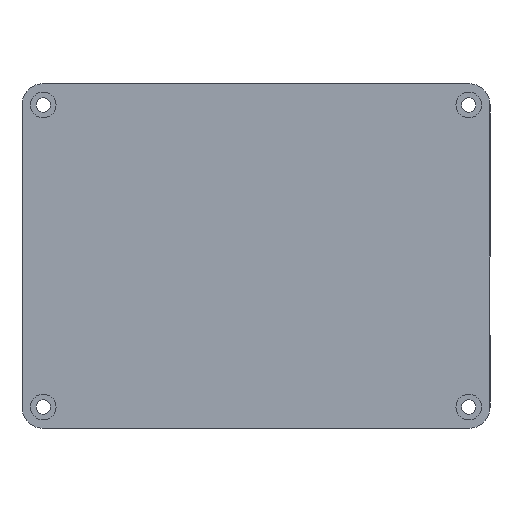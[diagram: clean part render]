
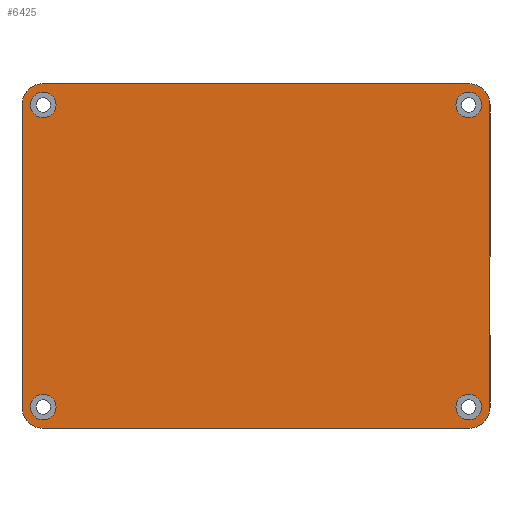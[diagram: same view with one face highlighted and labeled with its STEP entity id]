
A CAD part, front view. The second image highlights one B-rep face of the part: STEP entity #6425.
In plain terms, the highlighted planar face has unit normal (0, -1, 0).
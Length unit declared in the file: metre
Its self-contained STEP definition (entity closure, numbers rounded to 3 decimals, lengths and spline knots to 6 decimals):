
#266=PLANE('',#7064);
#591=CIRCLE('',#7047,0.003);
#592=CIRCLE('',#7049,0.003);
#594=CIRCLE('',#7052,0.003);
#596=CIRCLE('',#7055,0.003);
#598=CIRCLE('',#7065,0.005);
#599=CIRCLE('',#7066,0.005);
#600=CIRCLE('',#7067,0.005);
#601=CIRCLE('',#7068,0.005);
#1654=ORIENTED_EDGE('',*,*,#2995,.F.);
#1655=ORIENTED_EDGE('',*,*,#3003,.T.);
#1656=ORIENTED_EDGE('',*,*,#2972,.T.);
#1657=ORIENTED_EDGE('',*,*,#3004,.T.);
#1658=ORIENTED_EDGE('',*,*,#3001,.T.);
#1659=ORIENTED_EDGE('',*,*,#3005,.T.);
#1660=ORIENTED_EDGE('',*,*,#2998,.F.);
#1661=ORIENTED_EDGE('',*,*,#3006,.T.);
#1662=ORIENTED_EDGE('',*,*,#2980,.T.);
#1663=ORIENTED_EDGE('',*,*,#2985,.F.);
#1664=ORIENTED_EDGE('',*,*,#2981,.T.);
#1665=ORIENTED_EDGE('',*,*,#2983,.F.);
#2972=EDGE_CURVE('',#3768,#3769,#4215,.T.);
#2980=EDGE_CURVE('',#3774,#3774,#591,.T.);
#2981=EDGE_CURVE('',#3775,#3775,#592,.T.);
#2983=EDGE_CURVE('',#3777,#3777,#594,.T.);
#2985=EDGE_CURVE('',#3779,#3779,#596,.T.);
#2995=EDGE_CURVE('',#3783,#3784,#4229,.T.);
#2998=EDGE_CURVE('',#3785,#3786,#4232,.T.);
#3001=EDGE_CURVE('',#3788,#3787,#4235,.T.);
#3003=EDGE_CURVE('',#3783,#3768,#598,.F.);
#3004=EDGE_CURVE('',#3769,#3788,#599,.F.);
#3005=EDGE_CURVE('',#3787,#3786,#600,.F.);
#3006=EDGE_CURVE('',#3785,#3784,#601,.F.);
#3768=VERTEX_POINT('',#10132);
#3769=VERTEX_POINT('',#10133);
#3774=VERTEX_POINT('',#10149);
#3775=VERTEX_POINT('',#10152);
#3777=VERTEX_POINT('',#10157);
#3779=VERTEX_POINT('',#10162);
#3783=VERTEX_POINT('',#10179);
#3784=VERTEX_POINT('',#10181);
#3785=VERTEX_POINT('',#10185);
#3786=VERTEX_POINT('',#10187);
#3787=VERTEX_POINT('',#10191);
#3788=VERTEX_POINT('',#10193);
#4215=LINE('',#10131,#4707);
#4229=LINE('',#10180,#4721);
#4232=LINE('',#10186,#4724);
#4235=LINE('',#10192,#4727);
#4707=VECTOR('',#8302,1.);
#4721=VECTOR('',#8354,1.);
#4724=VECTOR('',#8359,1.);
#4727=VECTOR('',#8364,1.);
#5339=EDGE_LOOP('',(#1654,#1655,#1656,#1657,#1658,#1659,#1660,#1661));
#5340=EDGE_LOOP('',(#1662));
#5341=EDGE_LOOP('',(#1663));
#5342=EDGE_LOOP('',(#1664));
#5343=EDGE_LOOP('',(#1665));
#5925=FACE_BOUND('',#5339,.T.);
#5926=FACE_BOUND('',#5340,.T.);
#5927=FACE_BOUND('',#5341,.T.);
#5928=FACE_BOUND('',#5342,.T.);
#5929=FACE_BOUND('',#5343,.T.);
#6425=ADVANCED_FACE('',(#5925,#5926,#5927,#5928,#5929),#266,.F.);
#7047=AXIS2_PLACEMENT_3D('',#10148,#8318,#8319);
#7049=AXIS2_PLACEMENT_3D('',#10151,#8322,#8323);
#7052=AXIS2_PLACEMENT_3D('',#10156,#8328,#8329);
#7055=AXIS2_PLACEMENT_3D('',#10161,#8334,#8335);
#7064=AXIS2_PLACEMENT_3D('',#10196,#8368,#8369);
#7065=AXIS2_PLACEMENT_3D('',#10197,#8370,#8371);
#7066=AXIS2_PLACEMENT_3D('',#10198,#8372,#8373);
#7067=AXIS2_PLACEMENT_3D('',#10199,#8374,#8375);
#7068=AXIS2_PLACEMENT_3D('',#10200,#8376,#8377);
#8302=DIRECTION('',(0.,0.,1.));
#8318=DIRECTION('',(0.,1.,0.));
#8319=DIRECTION('',(1.,0.,0.));
#8322=DIRECTION('',(0.,1.,0.));
#8323=DIRECTION('',(1.,0.,0.));
#8328=DIRECTION('',(0.,-1.,0.));
#8329=DIRECTION('',(1.,0.,0.));
#8334=DIRECTION('',(0.,-1.,0.));
#8335=DIRECTION('',(1.,0.,0.));
#8354=DIRECTION('',(-1.,0.,0.));
#8359=DIRECTION('',(0.,0.,1.));
#8364=DIRECTION('',(-1.,0.,0.));
#8368=DIRECTION('',(0.,1.,0.));
#8369=DIRECTION('',(1.,0.,0.));
#8370=DIRECTION('',(0.,1.,0.));
#8371=DIRECTION('',(1.,0.,0.));
#8372=DIRECTION('',(0.,1.,0.));
#8373=DIRECTION('',(1.,0.,0.));
#8374=DIRECTION('',(0.,1.,0.));
#8375=DIRECTION('',(1.,0.,0.));
#8376=DIRECTION('',(0.,1.,0.));
#8377=DIRECTION('',(1.,0.,0.));
#10131=CARTESIAN_POINT('',(0.055,0.,0.));
#10132=CARTESIAN_POINT('',(0.055,0.,-0.0355));
#10133=CARTESIAN_POINT('',(0.055,0.,0.0355));
#10148=CARTESIAN_POINT('',(-0.05,0.,-0.0355));
#10149=CARTESIAN_POINT('',(-0.047,0.,-0.0355));
#10151=CARTESIAN_POINT('',(0.05,0.,0.0355));
#10152=CARTESIAN_POINT('',(0.053,0.,0.0355));
#10156=CARTESIAN_POINT('',(0.05,0.,-0.0355));
#10157=CARTESIAN_POINT('',(0.053,0.,-0.0355));
#10161=CARTESIAN_POINT('',(-0.05,0.,0.0355));
#10162=CARTESIAN_POINT('',(-0.047,0.,0.0355));
#10179=CARTESIAN_POINT('',(0.05,0.,-0.0405));
#10180=CARTESIAN_POINT('',(0.,0.,-0.0405));
#10181=CARTESIAN_POINT('',(-0.05,0.,-0.0405));
#10185=CARTESIAN_POINT('',(-0.055,0.,-0.0355));
#10186=CARTESIAN_POINT('',(-0.055,0.,0.));
#10187=CARTESIAN_POINT('',(-0.055,0.,0.0355));
#10191=CARTESIAN_POINT('',(-0.05,0.,0.0405));
#10192=CARTESIAN_POINT('',(0.,0.,0.0405));
#10193=CARTESIAN_POINT('',(0.05,0.,0.0405));
#10196=CARTESIAN_POINT('',(0.,0.,0.));
#10197=CARTESIAN_POINT('',(0.05,0.,-0.0355));
#10198=CARTESIAN_POINT('',(0.05,0.,0.0355));
#10199=CARTESIAN_POINT('',(-0.05,0.,0.0355));
#10200=CARTESIAN_POINT('',(-0.05,0.,-0.0355));
